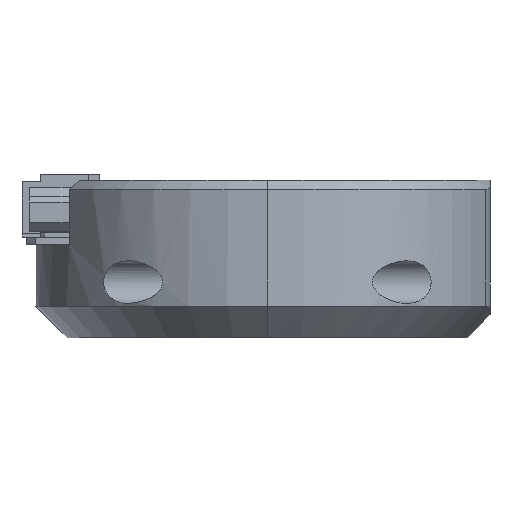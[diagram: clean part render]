
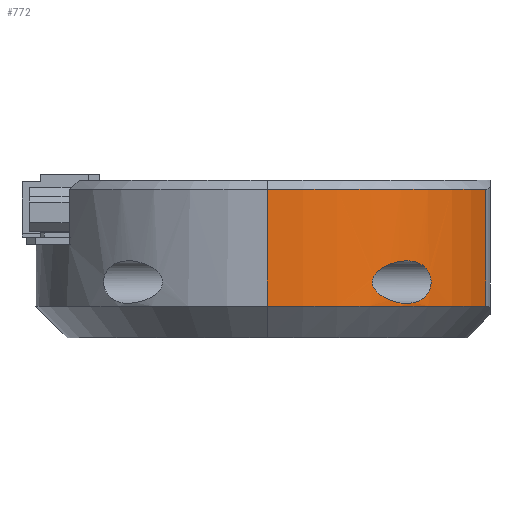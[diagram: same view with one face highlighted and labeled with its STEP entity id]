
A CAD part, left-side view. The second image highlights one B-rep face of the part: STEP entity #772.
In plain terms, the highlighted cylindrical face has radius 12.5 mm (diameter 25 mm), a partial arc.
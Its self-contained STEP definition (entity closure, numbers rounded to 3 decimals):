
#680 = CARTESIAN_POINT ( 'NONE',  ( -10.26, -7.143, -1.127 ) ) ;
#772 = ADVANCED_FACE ( 'NONE', ( #3702, #18304 ), #12012, .T. ) ;
#997 = CARTESIAN_POINT ( 'NONE',  ( -8.91, -8.767, -0.378 ) ) ;
#1017 = VECTOR ( 'NONE', #9886, 1000. ) ;
#1316 = EDGE_CURVE ( 'NONE', #11210, #12658, #3883, .T. ) ;
#1629 = LINE ( 'NONE', #19809, #1017 ) ;
#2322 = AXIS2_PLACEMENT_3D ( 'NONE', #4250, #6325, #13818 ) ;
#2560 = CARTESIAN_POINT ( 'NONE',  ( -11.079, -5.788, -0.409 ) ) ;
#2802 = CARTESIAN_POINT ( 'NONE',  ( -11.043, -5.857, -0.491 ) ) ;
#2891 = CARTESIAN_POINT ( 'NONE',  ( -8.85, -8.827, -0.099 ) ) ;
#2967 = CARTESIAN_POINT ( 'NONE',  ( -8.944, -8.733, -0.464 ) ) ;
#3108 = CARTESIAN_POINT ( 'NONE',  ( -12.5, 0., 5. ) ) ;
#3137 = CARTESIAN_POINT ( 'NONE',  ( -9.176, -8.49, -0.815 ) ) ;
#3172 = CARTESIAN_POINT ( 'NONE',  ( 0., 0., -1.3 ) ) ;
#3702 = FACE_BOUND ( 'NONE', #12531, .T. ) ;
#3883 = B_SPLINE_CURVE_WITH_KNOTS ( 'NONE', 3,
 ( #10367, #12037, #6621, #6297, #4558, #4727, #12120, #21644, #19968, #10446, #4393, #10201, #10112, #19718, #14043, #2560, #2802, #8374, #23755, #15957, #8296, #21902, #21817, #680, #13957, #8460 ),
 .UNSPECIFIED., .F., .F.,
 ( 4, 2, 2, 2, 2, 2, 2, 2, 2, 2, 2, 2, 4 ),
 ( 0.005, 0.005, 0.006, 0.006, 0.007, 0.007, 0.007, 0.008, 0.008, 0.008, 0.009, 0.009, 0.01 ),
 .UNSPECIFIED. ) ;
#4189 = EDGE_CURVE ( 'NONE', #8991, #23497, #17720, .T. ) ;
#4250 = CARTESIAN_POINT ( 'NONE',  ( 0., 0., 5. ) ) ;
#4379 = EDGE_CURVE ( 'NONE', #11239, #8991, #1629, .T. ) ;
#4393 = CARTESIAN_POINT ( 'NONE',  ( -11.078, -5.79, 0.411 ) ) ;
#4558 = CARTESIAN_POINT ( 'NONE',  ( -10.614, -6.605, 0.981 ) ) ;
#4727 = CARTESIAN_POINT ( 'NONE',  ( -10.773, -6.341, 0.854 ) ) ;
#4881 = CARTESIAN_POINT ( 'NONE',  ( -9.527, -8.094, -1.056 ) ) ;
#4963 = CARTESIAN_POINT ( 'NONE',  ( -9.405, -8.236, -0.995 ) ) ;
#5311 = CARTESIAN_POINT ( 'NONE',  ( -12.5, 0., -1.3 ) ) ;
#5615 = EDGE_LOOP ( 'NONE', ( #15792, #17214, #23701, #21703 ) ) ;
#6199 = CARTESIAN_POINT ( 'NONE',  ( -12.5, 0., 2. ) ) ;
#6297 = CARTESIAN_POINT ( 'NONE',  ( -10.501, -6.784, 1.043 ) ) ;
#6325 = DIRECTION ( 'NONE',  ( 0., 0., -1. ) ) ;
#6621 = CARTESIAN_POINT ( 'NONE',  ( -10.261, -7.143, 1.127 ) ) ;
#6626 = CARTESIAN_POINT ( 'NONE',  ( -9.066, -8.606, 0.693 ) ) ;
#8064 = CARTESIAN_POINT ( 'NONE',  ( 0., 0., 2. ) ) ;
#8194 = DIRECTION ( 'NONE',  ( 0., 0., -1. ) ) ;
#8296 = CARTESIAN_POINT ( 'NONE',  ( -10.773, -6.341, -0.854 ) ) ;
#8374 = CARTESIAN_POINT ( 'NONE',  ( -10.963, -6.006, -0.634 ) ) ;
#8460 = CARTESIAN_POINT ( 'NONE',  ( -10., -7.5, -1.15 ) ) ;
#8550 = CARTESIAN_POINT ( 'NONE',  ( -9.766, -7.804, 1.133 ) ) ;
#8847 = CARTESIAN_POINT ( 'NONE',  ( -10., -7.5, 1.15 ) ) ;
#8991 = VERTEX_POINT ( 'NONE', #10475 ) ;
#9886 = DIRECTION ( 'NONE',  ( 0., 0., 1. ) ) ;
#10076 = CIRCLE ( 'NONE', #19504, 12.5 ) ;
#10112 = CARTESIAN_POINT ( 'NONE',  ( -11.15, -5.651, 0.113 ) ) ;
#10201 = CARTESIAN_POINT ( 'NONE',  ( -11.133, -5.685, 0.222 ) ) ;
#10367 = CARTESIAN_POINT ( 'NONE',  ( -10., -7.5, 1.15 ) ) ;
#10433 = CARTESIAN_POINT ( 'NONE',  ( -10., -7.5, -1.15 ) ) ;
#10446 = CARTESIAN_POINT ( 'NONE',  ( -11.042, -5.858, 0.492 ) ) ;
#10475 = CARTESIAN_POINT ( 'NONE',  ( -4.224, -11.765, 5. ) ) ;
#10625 = CARTESIAN_POINT ( 'NONE',  ( -9.067, -8.605, -0.695 ) ) ;
#10693 = VERTEX_POINT ( 'NONE', #5311 ) ;
#11210 = VERTEX_POINT ( 'NONE', #8847 ) ;
#11239 = VERTEX_POINT ( 'NONE', #13820 ) ;
#12012 = CYLINDRICAL_SURFACE ( 'NONE', #19071, 12.5 ) ;
#12037 = CARTESIAN_POINT ( 'NONE',  ( -10.132, -7.324, 1.15 ) ) ;
#12120 = CARTESIAN_POINT ( 'NONE',  ( -10.823, -6.255, 0.806 ) ) ;
#12315 = ORIENTED_EDGE ( 'NONE', *, *, #1316, .F. ) ;
#12368 = CARTESIAN_POINT ( 'NONE',  ( -9.884, -7.655, -1.15 ) ) ;
#12531 = EDGE_LOOP ( 'NONE', ( #16987, #12315 ) ) ;
#12535 = CARTESIAN_POINT ( 'NONE',  ( -9.885, -7.654, 1.15 ) ) ;
#12537 = B_SPLINE_CURVE_WITH_KNOTS ( 'NONE', 3,
 ( #16384, #12368, #16294, #4881, #4963, #3137, #10625, #2967, #997, #14368, #2891, #19886, #14540, #18222, #24011, #6626, #23760, #16463, #19969, #8550, #12535, #21905 ),
 .UNSPECIFIED., .F., .F.,
 ( 4, 2, 2, 2, 2, 2, 2, 2, 2, 2, 4 ),
 ( 0., 0.001, 0.001, 0.002, 0.002, 0.002, 0.003, 0.003, 0.003, 0.004, 0.005 ),
 .UNSPECIFIED. ) ;
#12658 = VERTEX_POINT ( 'NONE', #10433 ) ;
#13646 = DIRECTION ( 'NONE',  ( 0., 0., -1. ) ) ;
#13736 = VECTOR ( 'NONE', #8194, 1000. ) ;
#13818 = DIRECTION ( 'NONE',  ( 1., 0., 0. ) ) ;
#13820 = CARTESIAN_POINT ( 'NONE',  ( -4.224, -11.765, -1.3 ) ) ;
#13957 = CARTESIAN_POINT ( 'NONE',  ( -10.133, -7.322, -1.15 ) ) ;
#14043 = CARTESIAN_POINT ( 'NONE',  ( -11.133, -5.684, -0.22 ) ) ;
#14368 = CARTESIAN_POINT ( 'NONE',  ( -8.863, -8.815, -0.196 ) ) ;
#14540 = CARTESIAN_POINT ( 'NONE',  ( -8.862, -8.815, 0.193 ) ) ;
#15792 = ORIENTED_EDGE ( 'NONE', *, *, #4189, .T. ) ;
#15957 = CARTESIAN_POINT ( 'NONE',  ( -10.823, -6.255, -0.807 ) ) ;
#16294 = CARTESIAN_POINT ( 'NONE',  ( -9.765, -7.805, -1.133 ) ) ;
#16384 = CARTESIAN_POINT ( 'NONE',  ( -10., -7.5, -1.15 ) ) ;
#16463 = CARTESIAN_POINT ( 'NONE',  ( -9.404, -8.237, 0.994 ) ) ;
#16987 = ORIENTED_EDGE ( 'NONE', *, *, #21803, .F. ) ;
#17214 = ORIENTED_EDGE ( 'NONE', *, *, #21365, .T. ) ;
#17720 = CIRCLE ( 'NONE', #2322, 12.5 ) ;
#18222 = CARTESIAN_POINT ( 'NONE',  ( -8.909, -8.768, 0.375 ) ) ;
#18304 = FACE_OUTER_BOUND ( 'NONE', #5615, .T. ) ;
#18595 = DIRECTION ( 'NONE',  ( 0., 0., 1. ) ) ;
#19071 = AXIS2_PLACEMENT_3D ( 'NONE', #8064, #13646, #21109 ) ;
#19385 = EDGE_CURVE ( 'NONE', #10693, #11239, #10076, .T. ) ;
#19504 = AXIS2_PLACEMENT_3D ( 'NONE', #3172, #18595, #20437 ) ;
#19718 = CARTESIAN_POINT ( 'NONE',  ( -11.15, -5.65, -0.11 ) ) ;
#19809 = CARTESIAN_POINT ( 'NONE',  ( -4.224, -11.765, 2. ) ) ;
#19886 = CARTESIAN_POINT ( 'NONE',  ( -8.85, -8.828, 0.095 ) ) ;
#19968 = CARTESIAN_POINT ( 'NONE',  ( -10.963, -6.006, 0.634 ) ) ;
#19969 = CARTESIAN_POINT ( 'NONE',  ( -9.525, -8.097, 1.055 ) ) ;
#20437 = DIRECTION ( 'NONE',  ( -1., 0., 0. ) ) ;
#20930 = LINE ( 'NONE', #6199, #13736 ) ;
#21109 = DIRECTION ( 'NONE',  ( -1., 0., 0. ) ) ;
#21365 = EDGE_CURVE ( 'NONE', #23497, #10693, #20930, .T. ) ;
#21644 = CARTESIAN_POINT ( 'NONE',  ( -10.918, -6.087, 0.696 ) ) ;
#21703 = ORIENTED_EDGE ( 'NONE', *, *, #4379, .T. ) ;
#21803 = EDGE_CURVE ( 'NONE', #12658, #11210, #12537, .T. ) ;
#21817 = CARTESIAN_POINT ( 'NONE',  ( -10.501, -6.784, -1.043 ) ) ;
#21902 = CARTESIAN_POINT ( 'NONE',  ( -10.616, -6.603, -0.98 ) ) ;
#21905 = CARTESIAN_POINT ( 'NONE',  ( -10., -7.5, 1.15 ) ) ;
#23497 = VERTEX_POINT ( 'NONE', #3108 ) ;
#23701 = ORIENTED_EDGE ( 'NONE', *, *, #19385, .T. ) ;
#23755 = CARTESIAN_POINT ( 'NONE',  ( -10.918, -6.088, -0.697 ) ) ;
#23760 = CARTESIAN_POINT ( 'NONE',  ( -9.175, -8.492, 0.814 ) ) ;
#24011 = CARTESIAN_POINT ( 'NONE',  ( -8.943, -8.734, 0.461 ) ) ;
